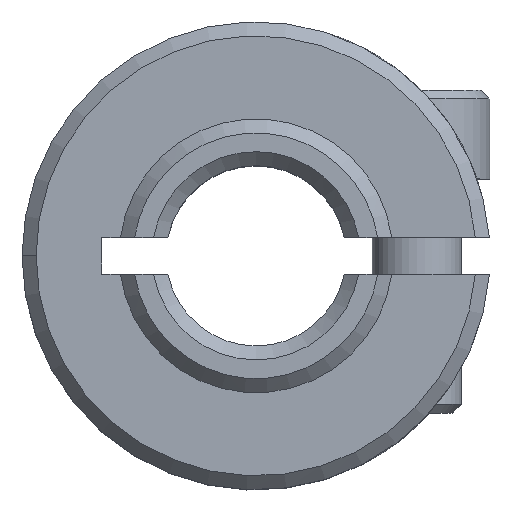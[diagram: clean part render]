
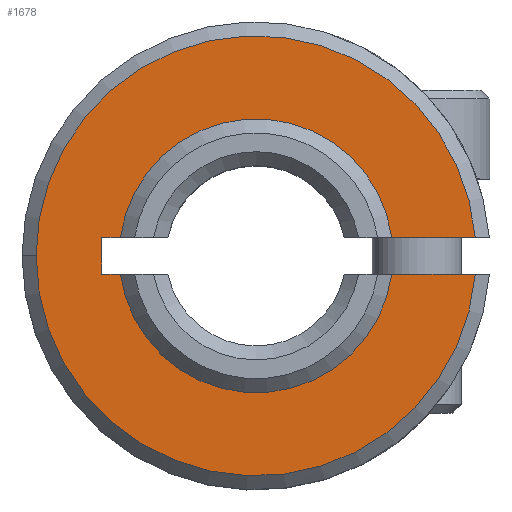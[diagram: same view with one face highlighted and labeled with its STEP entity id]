
A CAD part, top view. The second image highlights one B-rep face of the part: STEP entity #1678.
In plain terms, the highlighted planar face has unit normal (0, 0, 1).
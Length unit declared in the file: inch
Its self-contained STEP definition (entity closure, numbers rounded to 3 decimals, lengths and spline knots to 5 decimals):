
#34 = VECTOR ( 'NONE', #2042, 39.37008 ) ;
#45 = EDGE_CURVE ( 'NONE', #1436, #365, #478, .T. ) ;
#53 = ORIENTED_EDGE ( 'NONE', *, *, #1499, .T. ) ;
#70 = CARTESIAN_POINT ( 'NONE',  ( 0., 0., 0.47 ) ) ;
#125 = DIRECTION ( 'NONE',  ( 0., 1., 0. ) ) ;
#218 = DIRECTION ( 'NONE',  ( -1., 0., 0. ) ) ;
#259 = EDGE_CURVE ( 'NONE', #1882, #817, #1007, .T. ) ;
#270 = ORIENTED_EDGE ( 'NONE', *, *, #2113, .T. ) ;
#290 = LINE ( 'NONE', #987, #1790 ) ;
#309 = CIRCLE ( 'NONE', #1893, 0.2925 ) ;
#365 = VERTEX_POINT ( 'NONE', #589 ) ;
#371 = CARTESIAN_POINT ( 'NONE',  ( 0., 0., 0.47 ) ) ;
#416 = VECTOR ( 'NONE', #218, 39.37008 ) ;
#478 = CIRCLE ( 'NONE', #1312, 0.2925 ) ;
#551 = DIRECTION ( 'NONE',  ( 0., 0., 1. ) ) ;
#589 = CARTESIAN_POINT ( 'NONE',  ( 0.28984, 0.03937, 0.47 ) ) ;
#596 = DIRECTION ( 'NONE',  ( 0., 0., 1. ) ) ;
#608 = CARTESIAN_POINT ( 'NONE',  ( 0.28984, -0.03937, 0.47 ) ) ;
#616 = CARTESIAN_POINT ( 'NONE',  ( 0., 0., 0.47 ) ) ;
#642 = AXIS2_PLACEMENT_3D ( 'NONE', #1864, #708, #2231 ) ;
#705 = LINE ( 'NONE', #1894, #34 ) ;
#708 = DIRECTION ( 'NONE',  ( 0., 0., 1. ) ) ;
#719 = EDGE_CURVE ( 'NONE', #1848, #2084, #1938, .T. ) ;
#787 = VERTEX_POINT ( 'NONE', #1598 ) ;
#805 = ORIENTED_EDGE ( 'NONE', *, *, #1766, .T. ) ;
#814 = AXIS2_PLACEMENT_3D ( 'NONE', #616, #596, #1156 ) ;
#817 = VERTEX_POINT ( 'NONE', #1579 ) ;
#906 = CARTESIAN_POINT ( 'NONE',  ( 0., -0.03937, 0.47 ) ) ;
#959 = DIRECTION ( 'NONE',  ( -1., 0., 0. ) ) ;
#973 = DIRECTION ( 'NONE',  ( 1., 0., 0. ) ) ;
#987 = CARTESIAN_POINT ( 'NONE',  ( -0.33, 0., 0.47 ) ) ;
#997 = EDGE_CURVE ( 'NONE', #1436, #1335, #1498, .T. ) ;
#1002 = CARTESIAN_POINT ( 'NONE',  ( 0., 0.03937, 0.47 ) ) ;
#1007 = LINE ( 'NONE', #1685, #1778 ) ;
#1021 = FACE_OUTER_BOUND ( 'NONE', #1723, .T. ) ;
#1126 = EDGE_CURVE ( 'NONE', #787, #365, #705, .T. ) ;
#1151 = ORIENTED_EDGE ( 'NONE', *, *, #997, .F. ) ;
#1156 = DIRECTION ( 'NONE',  ( 1., 0., 0. ) ) ;
#1198 = CARTESIAN_POINT ( 'NONE',  ( 0.46835, -0.03937, 0.47 ) ) ;
#1236 = LINE ( 'NONE', #906, #416 ) ;
#1244 = DIRECTION ( 'NONE',  ( 1., 0., 0. ) ) ;
#1312 = AXIS2_PLACEMENT_3D ( 'NONE', #70, #2166, #973 ) ;
#1313 = CARTESIAN_POINT ( 'NONE',  ( -0.28984, 0.03937, 0.47 ) ) ;
#1335 = VERTEX_POINT ( 'NONE', #1934 ) ;
#1436 = VERTEX_POINT ( 'NONE', #1313 ) ;
#1446 = VECTOR ( 'NONE', #959, 39.37008 ) ;
#1471 = CARTESIAN_POINT ( 'NONE',  ( -0.28984, -0.03937, 0.47 ) ) ;
#1498 = LINE ( 'NONE', #1002, #1446 ) ;
#1499 = EDGE_CURVE ( 'NONE', #817, #1335, #290, .T. ) ;
#1533 = DIRECTION ( 'NONE',  ( 0., 0., -1. ) ) ;
#1579 = CARTESIAN_POINT ( 'NONE',  ( -0.33, -0.03937, 0.47 ) ) ;
#1587 = ORIENTED_EDGE ( 'NONE', *, *, #1126, .F. ) ;
#1598 = CARTESIAN_POINT ( 'NONE',  ( 0.46835, 0.03937, 0.47 ) ) ;
#1678 = ADVANCED_FACE ( 'NONE', ( #1021 ), #1770, .T. ) ;
#1685 = CARTESIAN_POINT ( 'NONE',  ( 0., -0.03937, 0.47 ) ) ;
#1723 = EDGE_LOOP ( 'NONE', ( #805, #270, #1917, #53, #1151, #1746, #1587, #2193, #2028 ) ) ;
#1746 = ORIENTED_EDGE ( 'NONE', *, *, #45, .T. ) ;
#1766 = EDGE_CURVE ( 'NONE', #2084, #2004, #1236, .T. ) ;
#1770 = PLANE ( 'NONE',  #1965 ) ;
#1778 = VECTOR ( 'NONE', #1844, 39.37008 ) ;
#1787 = CIRCLE ( 'NONE', #814, 0.47 ) ;
#1790 = VECTOR ( 'NONE', #125, 39.37008 ) ;
#1844 = DIRECTION ( 'NONE',  ( -1., 0., 0. ) ) ;
#1848 = VERTEX_POINT ( 'NONE', #1921 ) ;
#1864 = CARTESIAN_POINT ( 'NONE',  ( 0., 0., 0.47 ) ) ;
#1873 = EDGE_CURVE ( 'NONE', #787, #1848, #1787, .T. ) ;
#1882 = VERTEX_POINT ( 'NONE', #1471 ) ;
#1893 = AXIS2_PLACEMENT_3D ( 'NONE', #2035, #1533, #2222 ) ;
#1894 = CARTESIAN_POINT ( 'NONE',  ( 0., 0.03937, 0.47 ) ) ;
#1917 = ORIENTED_EDGE ( 'NONE', *, *, #259, .T. ) ;
#1921 = CARTESIAN_POINT ( 'NONE',  ( -0.47, 0., 0.47 ) ) ;
#1934 = CARTESIAN_POINT ( 'NONE',  ( -0.33, 0.03937, 0.47 ) ) ;
#1938 = CIRCLE ( 'NONE', #642, 0.47 ) ;
#1965 = AXIS2_PLACEMENT_3D ( 'NONE', #371, #551, #1244 ) ;
#2004 = VERTEX_POINT ( 'NONE', #608 ) ;
#2028 = ORIENTED_EDGE ( 'NONE', *, *, #719, .T. ) ;
#2035 = CARTESIAN_POINT ( 'NONE',  ( 0., 0., 0.47 ) ) ;
#2042 = DIRECTION ( 'NONE',  ( -1., 0., 0. ) ) ;
#2084 = VERTEX_POINT ( 'NONE', #1198 ) ;
#2113 = EDGE_CURVE ( 'NONE', #2004, #1882, #309, .T. ) ;
#2166 = DIRECTION ( 'NONE',  ( 0., 0., -1. ) ) ;
#2193 = ORIENTED_EDGE ( 'NONE', *, *, #1873, .T. ) ;
#2222 = DIRECTION ( 'NONE',  ( 1., 0., 0. ) ) ;
#2231 = DIRECTION ( 'NONE',  ( 1., 0., 0. ) ) ;
